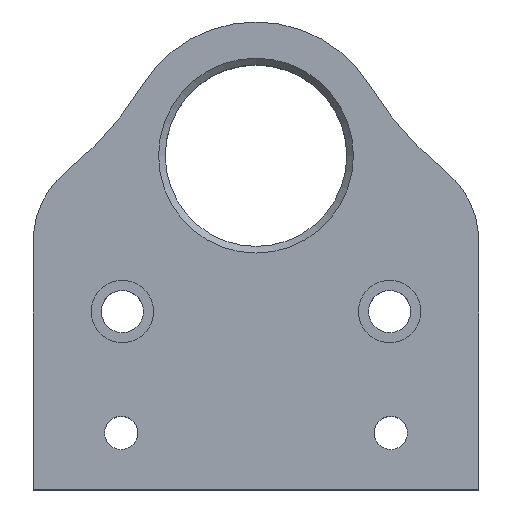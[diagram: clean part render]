
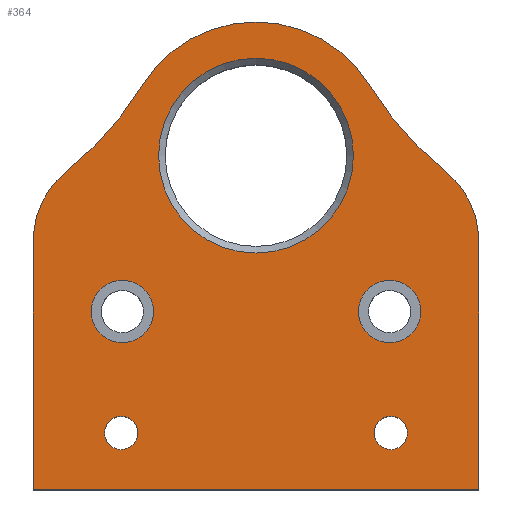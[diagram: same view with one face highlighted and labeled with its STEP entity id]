
A CAD part, top view. The second image highlights one B-rep face of the part: STEP entity #364.
In plain terms, the highlighted planar face has unit normal (0, 0, 1).
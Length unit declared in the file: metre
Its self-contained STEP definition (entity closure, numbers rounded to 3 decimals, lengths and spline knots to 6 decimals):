
#31=LINE('',#621,#45);
#32=LINE('',#634,#46);
#33=LINE('',#636,#47);
#45=VECTOR('',#495,1.);
#46=VECTOR('',#506,1.);
#47=VECTOR('',#507,1.);
#69=ORIENTED_EDGE('',*,*,#157,.T.);
#70=ORIENTED_EDGE('',*,*,#158,.T.);
#71=ORIENTED_EDGE('',*,*,#159,.T.);
#72=ORIENTED_EDGE('',*,*,#160,.F.);
#73=ORIENTED_EDGE('',*,*,#161,.F.);
#74=ORIENTED_EDGE('',*,*,#162,.T.);
#75=ORIENTED_EDGE('',*,*,#163,.T.);
#76=ORIENTED_EDGE('',*,*,#164,.T.);
#77=ORIENTED_EDGE('',*,*,#165,.T.);
#78=ORIENTED_EDGE('',*,*,#166,.T.);
#79=ORIENTED_EDGE('',*,*,#167,.T.);
#80=ORIENTED_EDGE('',*,*,#168,.F.);
#81=ORIENTED_EDGE('',*,*,#169,.F.);
#157=EDGE_CURVE('',#201,#201,#234,.F.);
#158=EDGE_CURVE('',#202,#202,#235,.T.);
#159=EDGE_CURVE('',#203,#203,#236,.T.);
#160=EDGE_CURVE('',#204,#204,#237,.T.);
#161=EDGE_CURVE('',#205,#205,#238,.T.);
#162=EDGE_CURVE('',#206,#207,#31,.T.);
#163=EDGE_CURVE('',#207,#208,#239,.T.);
#164=EDGE_CURVE('',#208,#209,#240,.F.);
#165=EDGE_CURVE('',#209,#210,#241,.T.);
#166=EDGE_CURVE('',#210,#211,#242,.F.);
#167=EDGE_CURVE('',#211,#212,#243,.T.);
#168=EDGE_CURVE('',#213,#212,#32,.T.);
#169=EDGE_CURVE('',#206,#213,#33,.T.);
#201=VERTEX_POINT('',#612);
#202=VERTEX_POINT('',#614);
#203=VERTEX_POINT('',#616);
#204=VERTEX_POINT('',#618);
#205=VERTEX_POINT('',#620);
#206=VERTEX_POINT('',#622);
#207=VERTEX_POINT('',#623);
#208=VERTEX_POINT('',#625);
#209=VERTEX_POINT('',#627);
#210=VERTEX_POINT('',#629);
#211=VERTEX_POINT('',#631);
#212=VERTEX_POINT('',#633);
#213=VERTEX_POINT('',#635);
#234=CIRCLE('',#413,0.004375);
#235=CIRCLE('',#414,0.0014);
#236=CIRCLE('',#415,0.0014);
#237=CIRCLE('',#416,0.00075);
#238=CIRCLE('',#417,0.00075);
#239=CIRCLE('',#418,0.004);
#240=CIRCLE('',#419,0.015);
#241=CIRCLE('',#420,0.006);
#242=CIRCLE('',#421,0.015);
#243=CIRCLE('',#422,0.004);
#260=EDGE_LOOP('',(#69));
#261=EDGE_LOOP('',(#70));
#262=EDGE_LOOP('',(#71));
#263=EDGE_LOOP('',(#72));
#264=EDGE_LOOP('',(#73));
#265=EDGE_LOOP('',(#74,#75,#76,#77,#78,#79,#80,#81));
#310=FACE_BOUND('',#260,.T.);
#311=FACE_BOUND('',#261,.T.);
#312=FACE_BOUND('',#262,.T.);
#313=FACE_BOUND('',#263,.T.);
#314=FACE_BOUND('',#264,.T.);
#315=FACE_BOUND('',#265,.T.);
#355=PLANE('',#412);
#364=ADVANCED_FACE('',(#310,#311,#312,#313,#314,#315),#355,.T.);
#412=AXIS2_PLACEMENT_3D('',#610,#483,#484);
#413=AXIS2_PLACEMENT_3D('',#611,#485,#486);
#414=AXIS2_PLACEMENT_3D('',#613,#487,#488);
#415=AXIS2_PLACEMENT_3D('',#615,#489,#490);
#416=AXIS2_PLACEMENT_3D('',#617,#491,#492);
#417=AXIS2_PLACEMENT_3D('',#619,#493,#494);
#418=AXIS2_PLACEMENT_3D('',#624,#496,#497);
#419=AXIS2_PLACEMENT_3D('',#626,#498,#499);
#420=AXIS2_PLACEMENT_3D('',#628,#500,#501);
#421=AXIS2_PLACEMENT_3D('',#630,#502,#503);
#422=AXIS2_PLACEMENT_3D('',#632,#504,#505);
#483=DIRECTION('',(0.,0.,1.));
#484=DIRECTION('',(0.,-1.,0.));
#485=DIRECTION('',(0.,0.,1.));
#486=DIRECTION('',(0.,-1.,0.));
#487=DIRECTION('',(0.,0.,-1.));
#488=DIRECTION('',(0.,1.,0.));
#489=DIRECTION('',(0.,0.,-1.));
#490=DIRECTION('',(0.,1.,0.));
#491=DIRECTION('',(0.,0.,1.));
#492=DIRECTION('',(0.,-1.,0.));
#493=DIRECTION('',(0.,0.,1.));
#494=DIRECTION('',(0.,-1.,0.));
#495=DIRECTION('',(0.,1.,0.));
#496=DIRECTION('',(0.,0.,1.));
#497=DIRECTION('',(0.,-1.,0.));
#498=DIRECTION('',(0.,0.,1.));
#499=DIRECTION('',(0.,-1.,0.));
#500=DIRECTION('',(0.,0.,1.));
#501=DIRECTION('',(0.,-1.,0.));
#502=DIRECTION('',(0.,0.,1.));
#503=DIRECTION('',(0.,-1.,0.));
#504=DIRECTION('',(0.,0.,1.));
#505=DIRECTION('',(0.,-1.,0.));
#506=DIRECTION('',(0.,1.,0.));
#507=DIRECTION('',(-1.,0.,0.));
#610=CARTESIAN_POINT('',(0.006,0.001,0.0125));
#611=CARTESIAN_POINT('',(0.,0.,0.0125));
#612=CARTESIAN_POINT('',(0.,-0.004375,0.0125));
#613=CARTESIAN_POINT('',(0.006,-0.007,0.0125));
#614=CARTESIAN_POINT('',(0.006,-0.0056,0.0125));
#615=CARTESIAN_POINT('',(-0.006,-0.007,0.0125));
#616=CARTESIAN_POINT('',(-0.006,-0.0056,0.0125));
#617=CARTESIAN_POINT('',(-0.00605,-0.01245,0.0125));
#618=CARTESIAN_POINT('',(-0.00605,-0.0132,0.0125));
#619=CARTESIAN_POINT('',(0.00605,-0.01245,0.0125));
#620=CARTESIAN_POINT('',(0.00605,-0.0132,0.0125));
#621=CARTESIAN_POINT('',(0.01,-0.0095,0.0125));
#622=CARTESIAN_POINT('',(0.01,-0.015,0.0125));
#623=CARTESIAN_POINT('',(0.01,-0.003821,0.0125));
#624=CARTESIAN_POINT('',(0.006,-0.003821,0.0125));
#625=CARTESIAN_POINT('',(0.008503,-0.000701,0.0125));
#626=CARTESIAN_POINT('',(0.017889,0.011,0.0125));
#627=CARTESIAN_POINT('',(0.005111,0.003143,0.0125));
#628=CARTESIAN_POINT('',(0.,0.,0.0125));
#629=CARTESIAN_POINT('',(-0.005111,0.003143,0.0125));
#630=CARTESIAN_POINT('',(-0.017889,0.011,0.0125));
#631=CARTESIAN_POINT('',(-0.008503,-0.000701,0.0125));
#632=CARTESIAN_POINT('',(-0.006,-0.003821,0.0125));
#633=CARTESIAN_POINT('',(-0.01,-0.003821,0.0125));
#634=CARTESIAN_POINT('',(-0.01,-0.0095,0.0125));
#635=CARTESIAN_POINT('',(-0.01,-0.015,0.0125));
#636=CARTESIAN_POINT('',(0.006,-0.015,0.0125));
